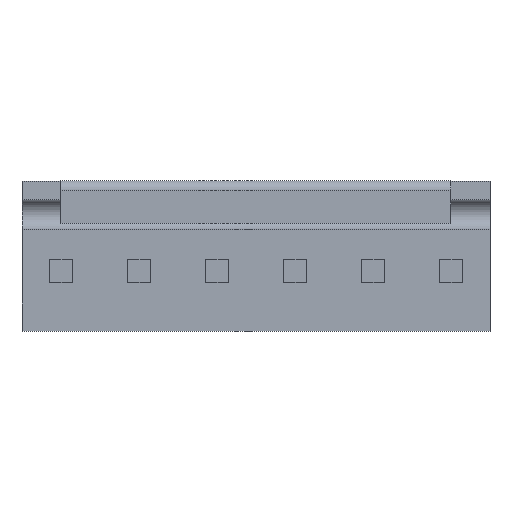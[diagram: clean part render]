
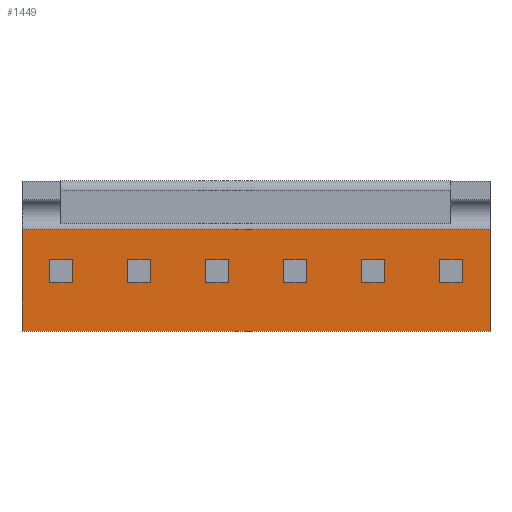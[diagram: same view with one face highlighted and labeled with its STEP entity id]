
A CAD part, top view. The second image highlights one B-rep face of the part: STEP entity #1449.
In plain terms, the highlighted planar face has unit normal (0, 0, 1).
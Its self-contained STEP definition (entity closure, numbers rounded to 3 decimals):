
#89=DIRECTION('',(0.,-1.,0.));
#90=VECTOR('',#89,5.144);
#91=CARTESIAN_POINT('',(-11.887,2.108,0.));
#92=LINE('',#91,#90);
#265=DIRECTION('',(1.,0.,0.));
#266=VECTOR('',#265,23.774);
#267=CARTESIAN_POINT('',(-11.887,-3.035,0.));
#268=LINE('',#267,#266);
#269=DIRECTION('',(1.,0.,0.));
#270=VECTOR('',#269,23.774);
#271=CARTESIAN_POINT('',(-11.887,2.108,0.));
#272=LINE('',#271,#270);
#273=DIRECTION('',(0.,-1.,0.));
#274=VECTOR('',#273,1.143);
#275=CARTESIAN_POINT('',(9.335,0.572,0.));
#276=LINE('',#275,#274);
#277=DIRECTION('',(1.,0.,0.));
#278=VECTOR('',#277,1.143);
#279=CARTESIAN_POINT('',(9.335,-0.572,0.));
#280=LINE('',#279,#278);
#281=DIRECTION('',(0.,-1.,0.));
#282=VECTOR('',#281,1.143);
#283=CARTESIAN_POINT('',(10.478,0.572,0.));
#284=LINE('',#283,#282);
#285=DIRECTION('',(1.,0.,0.));
#286=VECTOR('',#285,1.143);
#287=CARTESIAN_POINT('',(9.335,0.572,0.));
#288=LINE('',#287,#286);
#289=DIRECTION('',(0.,-1.,0.));
#290=VECTOR('',#289,1.143);
#291=CARTESIAN_POINT('',(5.372,0.572,0.));
#292=LINE('',#291,#290);
#293=DIRECTION('',(1.,0.,0.));
#294=VECTOR('',#293,1.143);
#295=CARTESIAN_POINT('',(5.372,-0.572,0.));
#296=LINE('',#295,#294);
#297=DIRECTION('',(0.,-1.,0.));
#298=VECTOR('',#297,1.143);
#299=CARTESIAN_POINT('',(6.515,0.572,0.));
#300=LINE('',#299,#298);
#301=DIRECTION('',(1.,0.,0.));
#302=VECTOR('',#301,1.143);
#303=CARTESIAN_POINT('',(5.372,0.572,0.));
#304=LINE('',#303,#302);
#305=DIRECTION('',(0.,1.,0.));
#306=VECTOR('',#305,1.143);
#307=CARTESIAN_POINT('',(1.41,-0.572,0.));
#308=LINE('',#307,#306);
#309=DIRECTION('',(1.,0.,0.));
#310=VECTOR('',#309,1.143);
#311=CARTESIAN_POINT('',(1.41,-0.572,0.));
#312=LINE('',#311,#310);
#313=DIRECTION('',(0.,1.,0.));
#314=VECTOR('',#313,1.143);
#315=CARTESIAN_POINT('',(2.553,-0.572,0.));
#316=LINE('',#315,#314);
#317=DIRECTION('',(1.,0.,0.));
#318=VECTOR('',#317,1.143);
#319=CARTESIAN_POINT('',(1.41,0.572,0.));
#320=LINE('',#319,#318);
#321=DIRECTION('',(0.,1.,0.));
#322=VECTOR('',#321,1.143);
#323=CARTESIAN_POINT('',(-2.553,-0.572,0.));
#324=LINE('',#323,#322);
#325=DIRECTION('',(1.,0.,0.));
#326=VECTOR('',#325,1.143);
#327=CARTESIAN_POINT('',(-2.553,-0.572,0.));
#328=LINE('',#327,#326);
#329=DIRECTION('',(0.,1.,0.));
#330=VECTOR('',#329,1.143);
#331=CARTESIAN_POINT('',(-1.41,-0.572,0.));
#332=LINE('',#331,#330);
#333=DIRECTION('',(1.,0.,0.));
#334=VECTOR('',#333,1.143);
#335=CARTESIAN_POINT('',(-2.553,0.572,0.));
#336=LINE('',#335,#334);
#337=DIRECTION('',(0.,1.,0.));
#338=VECTOR('',#337,1.143);
#339=CARTESIAN_POINT('',(-6.515,-0.572,0.));
#340=LINE('',#339,#338);
#341=DIRECTION('',(1.,0.,0.));
#342=VECTOR('',#341,1.143);
#343=CARTESIAN_POINT('',(-6.515,-0.572,0.));
#344=LINE('',#343,#342);
#345=DIRECTION('',(0.,1.,0.));
#346=VECTOR('',#345,1.143);
#347=CARTESIAN_POINT('',(-5.372,-0.572,0.));
#348=LINE('',#347,#346);
#349=DIRECTION('',(1.,0.,0.));
#350=VECTOR('',#349,1.143);
#351=CARTESIAN_POINT('',(-6.515,0.572,0.));
#352=LINE('',#351,#350);
#353=DIRECTION('',(0.,1.,0.));
#354=VECTOR('',#353,1.143);
#355=CARTESIAN_POINT('',(-10.478,-0.572,0.));
#356=LINE('',#355,#354);
#357=DIRECTION('',(1.,0.,0.));
#358=VECTOR('',#357,1.143);
#359=CARTESIAN_POINT('',(-10.478,-0.572,0.));
#360=LINE('',#359,#358);
#361=DIRECTION('',(0.,1.,0.));
#362=VECTOR('',#361,1.143);
#363=CARTESIAN_POINT('',(-9.335,-0.572,0.));
#364=LINE('',#363,#362);
#365=DIRECTION('',(1.,0.,0.));
#366=VECTOR('',#365,1.143);
#367=CARTESIAN_POINT('',(-10.478,0.572,0.));
#368=LINE('',#367,#366);
#479=DIRECTION('',(0.,-1.,0.));
#480=VECTOR('',#479,5.144);
#481=CARTESIAN_POINT('',(11.887,2.108,0.));
#482=LINE('',#481,#480);
#884=CARTESIAN_POINT('',(-11.887,2.108,0.));
#885=VERTEX_POINT('',#884);
#886=CARTESIAN_POINT('',(-11.887,-3.035,0.));
#887=VERTEX_POINT('',#886);
#904=CARTESIAN_POINT('',(11.887,2.108,0.));
#905=VERTEX_POINT('',#904);
#906=CARTESIAN_POINT('',(11.887,-3.035,0.));
#907=VERTEX_POINT('',#906);
#972=CARTESIAN_POINT('',(9.335,0.572,0.));
#973=CARTESIAN_POINT('',(9.335,-0.572,0.));
#974=VERTEX_POINT('',#972);
#975=VERTEX_POINT('',#973);
#976=CARTESIAN_POINT('',(10.478,0.572,0.));
#977=CARTESIAN_POINT('',(10.478,-0.572,0.));
#978=VERTEX_POINT('',#976);
#979=VERTEX_POINT('',#977);
#1004=CARTESIAN_POINT('',(5.372,0.572,0.));
#1005=CARTESIAN_POINT('',(5.372,-0.572,0.));
#1006=VERTEX_POINT('',#1004);
#1007=VERTEX_POINT('',#1005);
#1008=CARTESIAN_POINT('',(6.515,0.572,0.));
#1009=CARTESIAN_POINT('',(6.515,-0.572,0.));
#1010=VERTEX_POINT('',#1008);
#1011=VERTEX_POINT('',#1009);
#1036=CARTESIAN_POINT('',(1.41,-0.572,0.));
#1037=CARTESIAN_POINT('',(1.41,0.572,0.));
#1038=VERTEX_POINT('',#1036);
#1039=VERTEX_POINT('',#1037);
#1040=CARTESIAN_POINT('',(2.553,-0.572,0.));
#1041=CARTESIAN_POINT('',(2.553,0.572,0.));
#1042=VERTEX_POINT('',#1040);
#1043=VERTEX_POINT('',#1041);
#1068=CARTESIAN_POINT('',(-2.553,-0.572,0.));
#1069=CARTESIAN_POINT('',(-2.553,0.572,0.));
#1070=VERTEX_POINT('',#1068);
#1071=VERTEX_POINT('',#1069);
#1072=CARTESIAN_POINT('',(-1.41,-0.572,0.));
#1073=CARTESIAN_POINT('',(-1.41,0.572,0.));
#1074=VERTEX_POINT('',#1072);
#1075=VERTEX_POINT('',#1073);
#1100=CARTESIAN_POINT('',(-6.515,-0.572,0.));
#1101=CARTESIAN_POINT('',(-6.515,0.572,0.));
#1102=VERTEX_POINT('',#1100);
#1103=VERTEX_POINT('',#1101);
#1104=CARTESIAN_POINT('',(-5.372,-0.572,0.));
#1105=CARTESIAN_POINT('',(-5.372,0.572,0.));
#1106=VERTEX_POINT('',#1104);
#1107=VERTEX_POINT('',#1105);
#1132=CARTESIAN_POINT('',(-10.478,-0.572,0.));
#1133=CARTESIAN_POINT('',(-10.478,0.572,0.));
#1134=VERTEX_POINT('',#1132);
#1135=VERTEX_POINT('',#1133);
#1136=CARTESIAN_POINT('',(-9.335,-0.572,0.));
#1137=CARTESIAN_POINT('',(-9.335,0.572,0.));
#1138=VERTEX_POINT('',#1136);
#1139=VERTEX_POINT('',#1137);
#1376=CARTESIAN_POINT('',(-11.887,2.108,0.));
#1377=DIRECTION('',(0.,0.,1.));
#1378=DIRECTION('',(0.,-1.,0.));
#1379=AXIS2_PLACEMENT_3D('',#1376,#1377,#1378);
#1380=PLANE('',#1379);
#1381=ORIENTED_EDGE('',*,*,#1161,.F.);
#1383=ORIENTED_EDGE('',*,*,#1382,.T.);
#1385=ORIENTED_EDGE('',*,*,#1384,.T.);
#1386=ORIENTED_EDGE('',*,*,#1368,.F.);
#1387=EDGE_LOOP('',(#1381,#1383,#1385,#1386));
#1388=FACE_OUTER_BOUND('',#1387,.F.);
#1390=ORIENTED_EDGE('',*,*,#1389,.T.);
#1392=ORIENTED_EDGE('',*,*,#1391,.T.);
#1394=ORIENTED_EDGE('',*,*,#1393,.F.);
#1396=ORIENTED_EDGE('',*,*,#1395,.F.);
#1397=EDGE_LOOP('',(#1390,#1392,#1394,#1396));
#1398=FACE_BOUND('',#1397,.F.);
#1400=ORIENTED_EDGE('',*,*,#1399,.T.);
#1402=ORIENTED_EDGE('',*,*,#1401,.T.);
#1404=ORIENTED_EDGE('',*,*,#1403,.F.);
#1406=ORIENTED_EDGE('',*,*,#1405,.F.);
#1407=EDGE_LOOP('',(#1400,#1402,#1404,#1406));
#1408=FACE_BOUND('',#1407,.F.);
#1410=ORIENTED_EDGE('',*,*,#1409,.F.);
#1412=ORIENTED_EDGE('',*,*,#1411,.T.);
#1414=ORIENTED_EDGE('',*,*,#1413,.T.);
#1416=ORIENTED_EDGE('',*,*,#1415,.F.);
#1417=EDGE_LOOP('',(#1410,#1412,#1414,#1416));
#1418=FACE_BOUND('',#1417,.F.);
#1420=ORIENTED_EDGE('',*,*,#1419,.F.);
#1422=ORIENTED_EDGE('',*,*,#1421,.T.);
#1424=ORIENTED_EDGE('',*,*,#1423,.T.);
#1426=ORIENTED_EDGE('',*,*,#1425,.F.);
#1427=EDGE_LOOP('',(#1420,#1422,#1424,#1426));
#1428=FACE_BOUND('',#1427,.F.);
#1430=ORIENTED_EDGE('',*,*,#1429,.F.);
#1432=ORIENTED_EDGE('',*,*,#1431,.T.);
#1434=ORIENTED_EDGE('',*,*,#1433,.T.);
#1436=ORIENTED_EDGE('',*,*,#1435,.F.);
#1437=EDGE_LOOP('',(#1430,#1432,#1434,#1436));
#1438=FACE_BOUND('',#1437,.F.);
#1440=ORIENTED_EDGE('',*,*,#1439,.F.);
#1442=ORIENTED_EDGE('',*,*,#1441,.T.);
#1444=ORIENTED_EDGE('',*,*,#1443,.T.);
#1446=ORIENTED_EDGE('',*,*,#1445,.F.);
#1447=EDGE_LOOP('',(#1440,#1442,#1444,#1446));
#1448=FACE_BOUND('',#1447,.F.);
#1449=ADVANCED_FACE('',(#1388,#1398,#1408,#1418,#1428,#1438,#1448),#1380,.T.);
#1161=EDGE_CURVE('',#885,#887,#92,.T.);
#1368=EDGE_CURVE('',#887,#907,#268,.T.);
#1382=EDGE_CURVE('',#885,#905,#272,.T.);
#1384=EDGE_CURVE('',#905,#907,#482,.T.);
#1389=EDGE_CURVE('',#974,#975,#276,.T.);
#1391=EDGE_CURVE('',#975,#979,#280,.T.);
#1393=EDGE_CURVE('',#978,#979,#284,.T.);
#1395=EDGE_CURVE('',#974,#978,#288,.T.);
#1399=EDGE_CURVE('',#1006,#1007,#292,.T.);
#1401=EDGE_CURVE('',#1007,#1011,#296,.T.);
#1403=EDGE_CURVE('',#1010,#1011,#300,.T.);
#1405=EDGE_CURVE('',#1006,#1010,#304,.T.);
#1409=EDGE_CURVE('',#1038,#1039,#308,.T.);
#1411=EDGE_CURVE('',#1038,#1042,#312,.T.);
#1413=EDGE_CURVE('',#1042,#1043,#316,.T.);
#1415=EDGE_CURVE('',#1039,#1043,#320,.T.);
#1419=EDGE_CURVE('',#1070,#1071,#324,.T.);
#1421=EDGE_CURVE('',#1070,#1074,#328,.T.);
#1423=EDGE_CURVE('',#1074,#1075,#332,.T.);
#1425=EDGE_CURVE('',#1071,#1075,#336,.T.);
#1429=EDGE_CURVE('',#1102,#1103,#340,.T.);
#1431=EDGE_CURVE('',#1102,#1106,#344,.T.);
#1433=EDGE_CURVE('',#1106,#1107,#348,.T.);
#1435=EDGE_CURVE('',#1103,#1107,#352,.T.);
#1439=EDGE_CURVE('',#1134,#1135,#356,.T.);
#1441=EDGE_CURVE('',#1134,#1138,#360,.T.);
#1443=EDGE_CURVE('',#1138,#1139,#364,.T.);
#1445=EDGE_CURVE('',#1135,#1139,#368,.T.);
